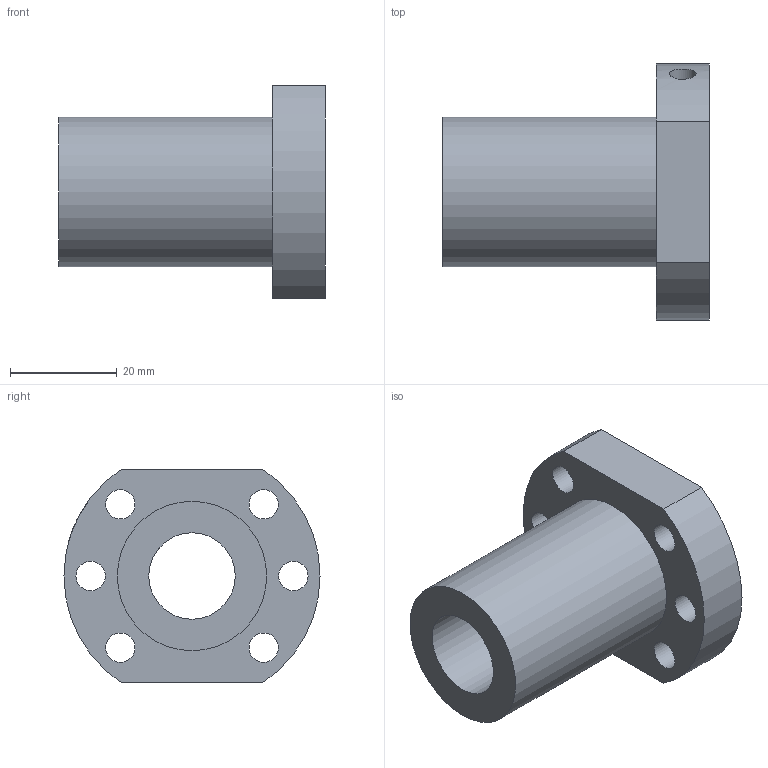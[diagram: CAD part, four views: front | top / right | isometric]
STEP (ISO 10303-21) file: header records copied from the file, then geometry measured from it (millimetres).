
FILE_DESCRIPTION(/* description */ ('STEP AP242','CAx-IF Rec.Pracs.---Representation and Presentation of Product Manufacturing Information (PMI)---4.0---2014-10-13','CAx-IF Rec.Pracs.---3D Tessellated Geometry---0.4---2014-09-14','2;1'),/* implementation_level */ '2;1');
FILE_NAME(/* name */ '66e2d22e2a04ee68d6519cb7',/* time_stamp */ '2024-09-12T11:36:14Z',/* author */ (''),/* organization */ (''),/* preprocessor_version */ 'ST-DEVELOPER v20',/* originating_system */ ' ',/* authorisation */ ' ');
FILE_SCHEMA (('AP242_MANAGED_MODEL_BASED_3D_ENGINEERING_MIM_LF { 1 0 10303 442 1 1 4 }'));
Length unit declared in the file: metre
Products named in the file (1): 16 x 5 Ball Nut
Bounding box: 50 x 48 x 40 mm (x, y, z)
Volume: 29240.3 mm3; surface area: 11422.4 mm2
Topology: 1 solids, 1 shells, 16 faces, 40 edges, 27 vertices
Faces by surface type: cylinder 11, plane 5
Full cylindrical faces by diameter (mm): 5 x1, 5.5 x6, 16.2 x1, 28 x1
Entity records: 508 total; most frequent: CARTESIAN_POINT 93, DIRECTION 82, ORIENTED_EDGE 60, EDGE_LOOP 42, FACE_BOUND 42, AXIS2_PLACEMENT_3D 37, EDGE_CURVE 30, VERTEX_POINT 26
